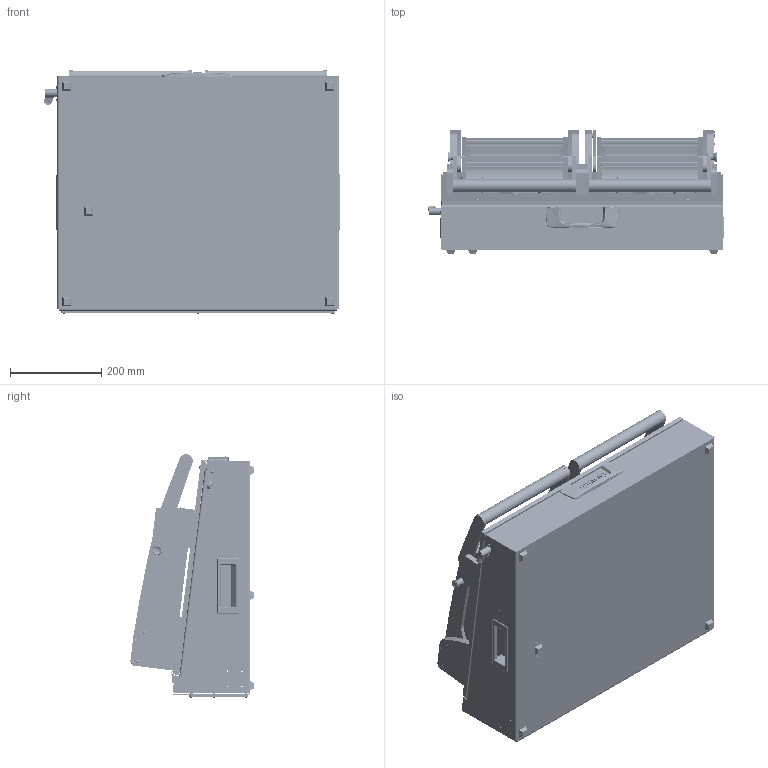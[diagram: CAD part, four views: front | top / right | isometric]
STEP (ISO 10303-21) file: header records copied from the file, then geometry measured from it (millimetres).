
FILE_DESCRIPTION (( 'STEP AP214' ), '1' );
FILE_NAME ('INGUN_43970.STEP', '2021-03-03T14:25:02', ( '' ), ( '' ), 'SwSTEP 2.0', 'SolidWorks 2018', '' );
FILE_SCHEMA (( 'AUTOMOTIVE_DESIGN' ));
Length unit declared in the file: millimetre
Products named in the file (106): DIN7991~n_M03,0x016 VA; DIN6325~n_04,0m6x014; 35097~0; 11536~1; DIN7991~n_M05,0x020; DIN6325~n_04,0m6x016; 2720~0; 34328~1_S; 30758_01~0_S; 35662~11_S; DIN7991~n_M05,0x016; 109967~0_KUNDE<S>; 21332_02~0; ASR~-a-s-r_拱04,2x07x拌8; DIN6325~n_04,0m6x024; 49317~0; DIN7991~n_M05,0x012; 43199~2_KUNDE<S>; 20902~0; 38786~1; 53828~0_KUNDE<S>; ISO7380~n_M05,0x030; 43581~5_KUNDE<S>; 43496~3_S; 32462~0_S; 48726~2_S; 43579~2_KUNDE<S>; ISO7380~n_M04,0x008; 40571~0_mit Lehre gebohrt<S>; 31109~0; 31194~0; 30915~0; K_02037~0; 32333~12; DIN912~n_M04,0x020; 43582~7_KUNDE<S>; 43493~2_KUNDE<S>; DIN914~n_M04,0x05; 35150~0_S; 30758~0_S ...
Assembly tree (316 placements, depth 5):
  INGUN_43970
    32504~6_S
      32333~12
      31555~4_S
      21332~0_MA 2112<Standard>
        21332_02~0
        21332_01~0
      20902~0
      30758~0_S  x2
        30758_01~0_S
        30758_02~0_S
      2720~0  x5
      53032~0_S
      32171~0_S
      32462~0_S
      29805~4_geschlossen<S>
        110322~4_S
        110705~1_S
        30984~0_S
        110231~1_S
        110443~0_S
        30112~0
        ISO7380~n_M05,0x030
        ISO7380~n_M04,0x008  x2
        DIN914~n_M04,0x05
      35334~0_S
      ISO7380~n_M04,0x012  x4
      DIN7991~n_M05,0x012  x2
      DIN7991~n_M05,0x016
      DIN985-A2~n_M05,0  x3
      8804~0
      DIN125~n_05,3 M05,0 Fase  x2
    43870~3_KUNDE<S>
      109983~0_S
        43767~3_S
        2281~0_180ø<Standard>  x3
          2281~0
        37188~1_S  x3
        53031~0_S
        DIN7991~n_M05,0x016  x20
        DIN7991~n_M05,0x020  x12
        DIN125~n_05,3 M05,0 Fase  x8
        DIN985-A2~n_M05,0  x8
        DIN6325~n_04,0m6x024  x2
        DIN6325~n_04,0m6x016  x4
        DIN7991~n_M03,0x016 VA  x4
        DIN912~n_M04,0x012  x2
        DIN6325~n_02,0m6x020  x2
        DIN6325~n_03,0m6x010  x8
        ISO7380~n_M05,0x008  x4
        36175~4_S  x2
        35662~11_S  x2
        35663~9_S  x2
        35649~1_S  x2
        37189~1_S  x2
        31253~0_S  x2
        30955~0_S  x2
        30915~0  x2
        ASR~-a-s-r_拱04,2x07x拌8  x4
        2528~0  x4
Bounding box: 647.5 x 269.75 x 532.72 mm (x, y, z)
Volume: 7795897.7 mm3; surface area: 3859208.7 mm2
Topology: 379 solids, 379 shells, 8860 faces, 22193 edges, 14176 vertices
Faces by surface type: cylinder 3693, plane 3393, cone 1144, bspline 304, sphere 168, torus 158
Entity records: 130263 total; most frequent: CARTESIAN_POINT 30759, DIRECTION 19550, ORIENTED_EDGE 17986, EDGE_CURVE 8993, AXIS2_PLACEMENT_3D 7367, VERTEX_POINT 5802, VECTOR 4816, LINE 4816
